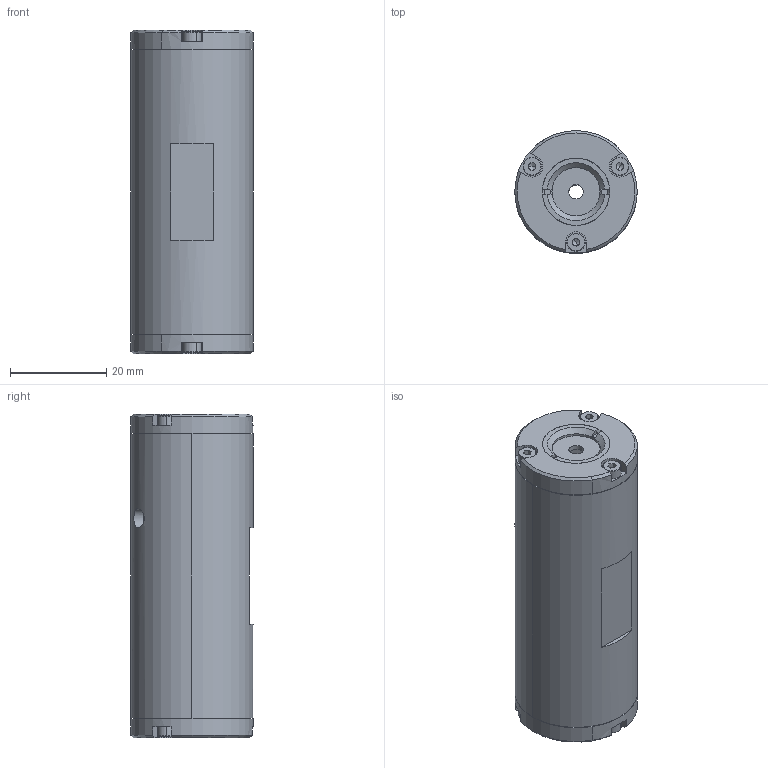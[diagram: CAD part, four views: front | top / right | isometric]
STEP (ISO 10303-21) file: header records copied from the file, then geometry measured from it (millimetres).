
FILE_DESCRIPTION (( 'STEP AP203' ), '1' );
FILE_NAME ('PCBxD25.13.00.00.INFO.STEP', '2013-04-10T09:10:39', ( 'Almantas' ), ( '' ), 'SwSTEP 2.0', 'SolidWorks 2012', '' );
FILE_SCHEMA (( 'CONFIG_CONTROL_DESIGN' ));
Length unit declared in the file: millimetre
Products named in the file (1): PCBxD25.13.00.00.INFO
Bounding box: 25.4 x 25.4 x 67.2 mm (x, y, z)
Surface area: 8643.4 mm2 (no closed solid volume)
Topology: 0 solids, 17 shells, 203 faces, 572 edges, 360 vertices
Faces by surface type: plane 105, cylinder 58, cone 28, torus 12
Entity records: 6651 total; most frequent: CARTESIAN_POINT 1298, DIRECTION 1186, ORIENTED_EDGE 988, EDGE_CURVE 560, AXIS2_PLACEMENT_3D 446, VERTEX_POINT 360, VECTOR 294, LINE 294
